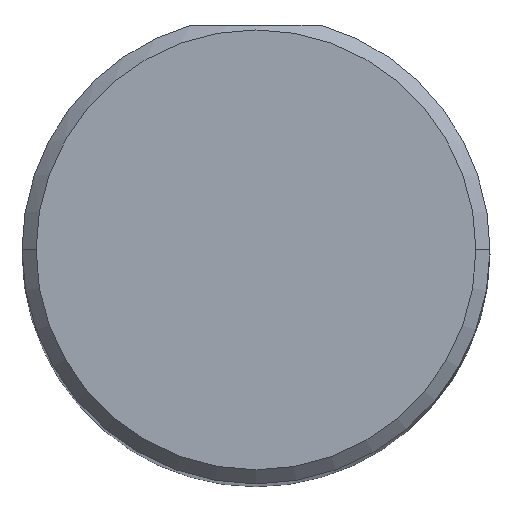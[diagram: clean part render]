
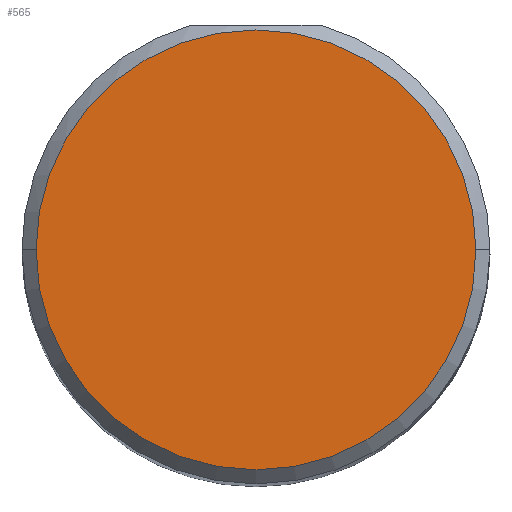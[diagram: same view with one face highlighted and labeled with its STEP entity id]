
A CAD part, top view. The second image highlights one B-rep face of the part: STEP entity #565.
In plain terms, the highlighted planar face has unit normal (0, 0, 1).
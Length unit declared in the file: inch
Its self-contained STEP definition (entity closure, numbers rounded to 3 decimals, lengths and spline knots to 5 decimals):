
#23 = CARTESIAN_POINT ( 'NONE',  ( 0., 0., 3. ) ) ;
#42 = ORIENTED_EDGE ( 'NONE', *, *, #428, .T. ) ;
#63 = CARTESIAN_POINT ( 'NONE',  ( 0., 0., 3. ) ) ;
#84 = CIRCLE ( 'NONE', #527, 0.235 ) ;
#115 = DIRECTION ( 'NONE',  ( 0., 0., 1. ) ) ;
#122 = FACE_OUTER_BOUND ( 'NONE', #525, .T. ) ;
#132 = EDGE_CURVE ( 'NONE', #391, #299, #84, .T. ) ;
#152 = DIRECTION ( 'NONE',  ( 1., 0., 0. ) ) ;
#157 = PLANE ( 'NONE',  #426 ) ;
#194 = CARTESIAN_POINT ( 'NONE',  ( -0.235, 0., 3. ) ) ;
#213 = CARTESIAN_POINT ( 'NONE',  ( 0.235, 0., 3. ) ) ;
#257 = AXIS2_PLACEMENT_3D ( 'NONE', #63, #398, #327 ) ;
#299 = VERTEX_POINT ( 'NONE', #213 ) ;
#327 = DIRECTION ( 'NONE',  ( 1., 0., 0. ) ) ;
#368 = DIRECTION ( 'NONE',  ( 0., 0., 1. ) ) ;
#372 = DIRECTION ( 'NONE',  ( 1., 0., 0. ) ) ;
#391 = VERTEX_POINT ( 'NONE', #194 ) ;
#398 = DIRECTION ( 'NONE',  ( 0., 0., 1. ) ) ;
#426 = AXIS2_PLACEMENT_3D ( 'NONE', #497, #115, #372 ) ;
#428 = EDGE_CURVE ( 'NONE', #299, #391, #492, .T. ) ;
#492 = CIRCLE ( 'NONE', #257, 0.235 ) ;
#497 = CARTESIAN_POINT ( 'NONE',  ( 0., 0., 3. ) ) ;
#502 = ORIENTED_EDGE ( 'NONE', *, *, #132, .T. ) ;
#525 = EDGE_LOOP ( 'NONE', ( #502, #42 ) ) ;
#527 = AXIS2_PLACEMENT_3D ( 'NONE', #23, #368, #152 ) ;
#565 = ADVANCED_FACE ( 'NONE', ( #122 ), #157, .T. ) ;
